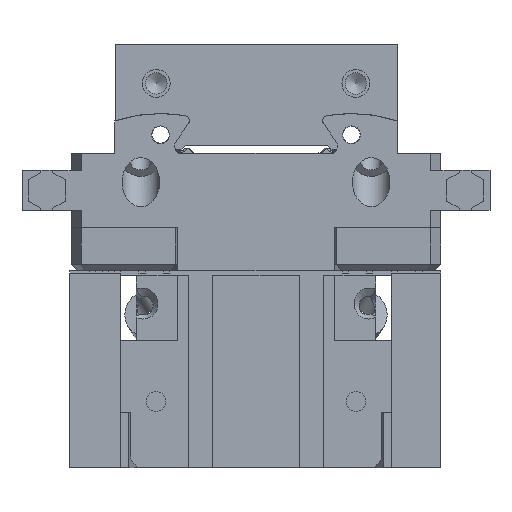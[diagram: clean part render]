
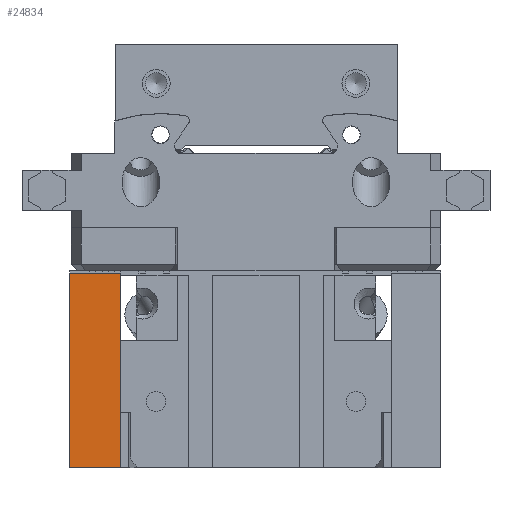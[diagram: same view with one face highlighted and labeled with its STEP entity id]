
A CAD part, front view. The second image highlights one B-rep face of the part: STEP entity #24834.
In plain terms, the highlighted planar face has unit normal (0, -1, 0).
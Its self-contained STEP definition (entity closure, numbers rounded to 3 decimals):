
#15380 = PLANE('',#15381);
#15381 = AXIS2_PLACEMENT_3D('',#15382,#15383,#15384);
#15382 = CARTESIAN_POINT('',(-30.284,15.684,26.777)
  );
#15383 = DIRECTION('',(-1.,0.,0.));
#15384 = DIRECTION('',(0.,0.,1.));
#21650 = PLANE('',#21651);
#21651 = AXIS2_PLACEMENT_3D('',#21652,#21653,#21654);
#21652 = CARTESIAN_POINT('',(-0.11,13.427,
    39.653));
#21653 = DIRECTION('',(0.,0.,1.));
#21654 = DIRECTION('',(0.,1.,0.));
#21678 = PLANE('',#21679);
#21679 = AXIS2_PLACEMENT_3D('',#21680,#21681,#21682);
#21680 = CARTESIAN_POINT('',(-21.974,8.028,39.653)
  );
#21681 = DIRECTION('',(-1.,0.,0.));
#21682 = DIRECTION('',(0.,-1.,0.));
#24736 = VERTEX_POINT('',#24737);
#24737 = CARTESIAN_POINT('',(-21.974,3.,39.653)
  );
#24758 = EDGE_CURVE('',#24736,#24759,#24761,.T.);
#24759 = VERTEX_POINT('',#24760);
#24760 = CARTESIAN_POINT('',(-21.974,3.,8.053));
#24761 = SURFACE_CURVE('',#24762,(#24766,#24773),.PCURVE_S1.);
#24762 = LINE('',#24763,#24764);
#24763 = CARTESIAN_POINT('',(-21.974,3.,39.653)
  );
#24764 = VECTOR('',#24765,1.);
#24765 = DIRECTION('',(0.,0.,-1.));
#24766 = PCURVE('',#21678,#24767);
#24767 = DEFINITIONAL_REPRESENTATION('',(#24768),#24772);
#24768 = LINE('',#24769,#24770);
#24769 = CARTESIAN_POINT('',(5.028,0.));
#24770 = VECTOR('',#24771,1.);
#24771 = DIRECTION('',(0.,-1.));
#24772 = ( GEOMETRIC_REPRESENTATION_CONTEXT(2) 
PARAMETRIC_REPRESENTATION_CONTEXT() REPRESENTATION_CONTEXT('2D SPACE',''
  ) );
#24773 = PCURVE('',#24774,#24779);
#24774 = PLANE('',#24775);
#24775 = AXIS2_PLACEMENT_3D('',#24776,#24777,#24778);
#24776 = CARTESIAN_POINT('',(-21.974,3.,39.653)
  );
#24777 = DIRECTION('',(0.,1.,0.));
#24778 = DIRECTION('',(-1.,0.,0.));
#24779 = DEFINITIONAL_REPRESENTATION('',(#24780),#24784);
#24780 = LINE('',#24781,#24782);
#24781 = CARTESIAN_POINT('',(0.,0.));
#24782 = VECTOR('',#24783,1.);
#24783 = DIRECTION('',(0.,-1.));
#24784 = ( GEOMETRIC_REPRESENTATION_CONTEXT(2) 
PARAMETRIC_REPRESENTATION_CONTEXT() REPRESENTATION_CONTEXT('2D SPACE',''
  ) );
#24802 = PLANE('',#24803);
#24803 = AXIS2_PLACEMENT_3D('',#24804,#24805,#24806);
#24804 = CARTESIAN_POINT('',(0.,15.674,8.053)
  );
#24805 = DIRECTION('',(0.,0.,-1.));
#24806 = DIRECTION('',(0.,1.,0.));
#24834 = ADVANCED_FACE('',(#24835),#24774,.F.);
#24835 = FACE_BOUND('',#24836,.T.);
#24836 = EDGE_LOOP('',(#24837,#24862,#24883,#24884));
#24837 = ORIENTED_EDGE('',*,*,#24838,.T.);
#24838 = EDGE_CURVE('',#24839,#24841,#24843,.T.);
#24839 = VERTEX_POINT('',#24840);
#24840 = CARTESIAN_POINT('',(-30.284,3.,39.653)
  );
#24841 = VERTEX_POINT('',#24842);
#24842 = CARTESIAN_POINT('',(-30.284,3.,8.053));
#24843 = SURFACE_CURVE('',#24844,(#24848,#24855),.PCURVE_S1.);
#24844 = LINE('',#24845,#24846);
#24845 = CARTESIAN_POINT('',(-30.284,3.,39.653)
  );
#24846 = VECTOR('',#24847,1.);
#24847 = DIRECTION('',(0.,0.,-1.));
#24848 = PCURVE('',#24774,#24849);
#24849 = DEFINITIONAL_REPRESENTATION('',(#24850),#24854);
#24850 = LINE('',#24851,#24852);
#24851 = CARTESIAN_POINT('',(8.31,0.));
#24852 = VECTOR('',#24853,1.);
#24853 = DIRECTION('',(0.,-1.));
#24854 = ( GEOMETRIC_REPRESENTATION_CONTEXT(2) 
PARAMETRIC_REPRESENTATION_CONTEXT() REPRESENTATION_CONTEXT('2D SPACE',''
  ) );
#24855 = PCURVE('',#15380,#24856);
#24856 = DEFINITIONAL_REPRESENTATION('',(#24857),#24861);
#24857 = LINE('',#24858,#24859);
#24858 = CARTESIAN_POINT('',(12.876,-12.684));
#24859 = VECTOR('',#24860,1.);
#24860 = DIRECTION('',(-1.,0.));
#24861 = ( GEOMETRIC_REPRESENTATION_CONTEXT(2) 
PARAMETRIC_REPRESENTATION_CONTEXT() REPRESENTATION_CONTEXT('2D SPACE',''
  ) );
#24862 = ORIENTED_EDGE('',*,*,#24863,.F.);
#24863 = EDGE_CURVE('',#24759,#24841,#24864,.T.);
#24864 = SURFACE_CURVE('',#24865,(#24869,#24876),.PCURVE_S1.);
#24865 = LINE('',#24866,#24867);
#24866 = CARTESIAN_POINT('',(-10.987,3.,
    8.053));
#24867 = VECTOR('',#24868,1.);
#24868 = DIRECTION('',(-1.,-0.,-0.));
#24869 = PCURVE('',#24774,#24870);
#24870 = DEFINITIONAL_REPRESENTATION('',(#24871),#24875);
#24871 = LINE('',#24872,#24873);
#24872 = CARTESIAN_POINT('',(-10.987,-31.6));
#24873 = VECTOR('',#24874,1.);
#24874 = DIRECTION('',(1.,0.));
#24875 = ( GEOMETRIC_REPRESENTATION_CONTEXT(2) 
PARAMETRIC_REPRESENTATION_CONTEXT() REPRESENTATION_CONTEXT('2D SPACE',''
  ) );
#24876 = PCURVE('',#24802,#24877);
#24877 = DEFINITIONAL_REPRESENTATION('',(#24878),#24882);
#24878 = LINE('',#24879,#24880);
#24879 = CARTESIAN_POINT('',(-12.674,-10.987));
#24880 = VECTOR('',#24881,1.);
#24881 = DIRECTION('',(0.,-1.));
#24882 = ( GEOMETRIC_REPRESENTATION_CONTEXT(2) 
PARAMETRIC_REPRESENTATION_CONTEXT() REPRESENTATION_CONTEXT('2D SPACE',''
  ) );
#24883 = ORIENTED_EDGE('',*,*,#24758,.F.);
#24884 = ORIENTED_EDGE('',*,*,#24885,.F.);
#24885 = EDGE_CURVE('',#24839,#24736,#24886,.T.);
#24886 = SURFACE_CURVE('',#24887,(#24891,#24898),.PCURVE_S1.);
#24887 = LINE('',#24888,#24889);
#24888 = CARTESIAN_POINT('',(-30.284,3.,39.653)
  );
#24889 = VECTOR('',#24890,1.);
#24890 = DIRECTION('',(1.,0.,0.));
#24891 = PCURVE('',#24774,#24892);
#24892 = DEFINITIONAL_REPRESENTATION('',(#24893),#24897);
#24893 = LINE('',#24894,#24895);
#24894 = CARTESIAN_POINT('',(8.31,0.));
#24895 = VECTOR('',#24896,1.);
#24896 = DIRECTION('',(-1.,0.));
#24897 = ( GEOMETRIC_REPRESENTATION_CONTEXT(2) 
PARAMETRIC_REPRESENTATION_CONTEXT() REPRESENTATION_CONTEXT('2D SPACE',''
  ) );
#24898 = PCURVE('',#21650,#24899);
#24899 = DEFINITIONAL_REPRESENTATION('',(#24900),#24904);
#24900 = LINE('',#24901,#24902);
#24901 = CARTESIAN_POINT('',(-10.427,30.174));
#24902 = VECTOR('',#24903,1.);
#24903 = DIRECTION('',(0.,-1.));
#24904 = ( GEOMETRIC_REPRESENTATION_CONTEXT(2) 
PARAMETRIC_REPRESENTATION_CONTEXT() REPRESENTATION_CONTEXT('2D SPACE',''
  ) );
